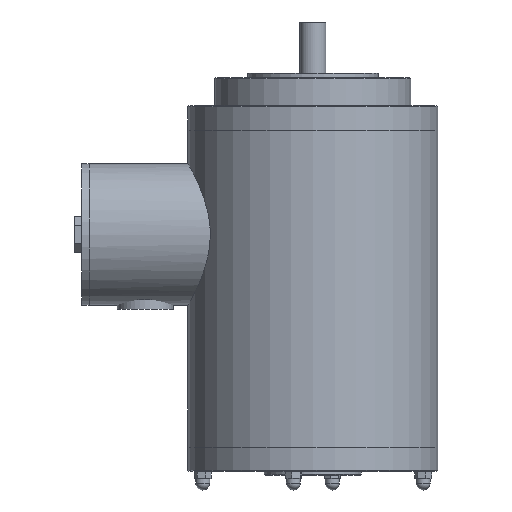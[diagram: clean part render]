
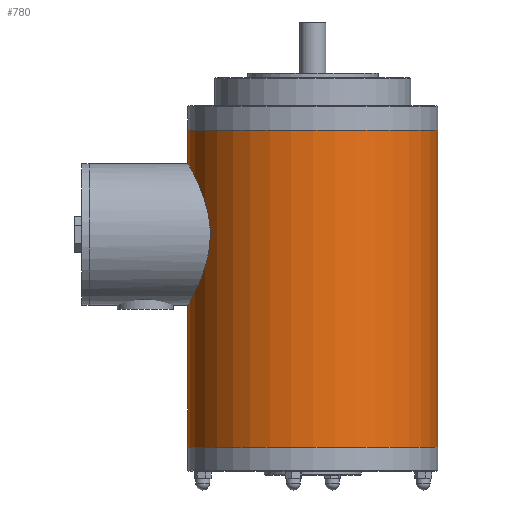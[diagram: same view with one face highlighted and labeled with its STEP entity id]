
A CAD part, front view. The second image highlights one B-rep face of the part: STEP entity #780.
In plain terms, the highlighted cylindrical face has radius 67 mm (diameter 134 mm), a full revolution.
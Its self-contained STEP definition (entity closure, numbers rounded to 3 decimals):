
#780=ADVANCED_FACE('', (#790,#800), #810, .T.);
#9980=AXIS2_PLACEMENT_3D('Ax2Pl3d', #9990, #10000, #10010);
#10300=AXIS2_PLACEMENT_3D('Ax2Pl3d', #10310, #10320, #10330);
#10340=AXIS2_PLACEMENT_3D('Ax2Pl3d', #10350, #10360, #10370);
#9990=CARTESIAN_POINT('HicPkt', (0.203,-0.359,-6.));
#159800=CARTESIAN_POINT('', (0.203,66.641,-6.));
#10310=CARTESIAN_POINT('HicPkt', (0.203,-0.359,164.));
#159840=CARTESIAN_POINT('', (0.203,66.641,164.));
#10350=CARTESIAN_POINT('HicPkt', (0.203,-0.359,
164.));
#164190=CIRCLE('Circle', #9980, 67.);
#164230=CIRCLE('Circle', #10300, 67.);
#810=CYLINDRICAL_SURFACE('Zyl', #10340, 67.);
#10000=DIRECTION('Axis', (0.,0.,-1.));
#10010=DIRECTION('RefDirection', (-1.,-0.,0.));
#10320=DIRECTION('Axis', (0.,0.,-1.));
#10330=DIRECTION('RefDirection', (-1.,-0.,0.));
#10360=DIRECTION('Axis', (0.,0.,-1.));
#10370=DIRECTION('RefDirection', (-1.,-0.,0.));
#179900=EDGE_CURVE('', #179910, #179910, #164190, .T.);
#179980=EDGE_CURVE('', #179990, #179990, #164230, .T.);
#189000=EDGE_LOOP('Edge_loop', (#189010));
#189020=EDGE_LOOP('Edge_loop', (#189030));
#800=FACE_BOUND('', #189020, .T.);
#790=FACE_OUTER_BOUND('Face_outer_bound', #189000, .T.);
#189010=ORIENTED_EDGE('', *, *, #179900, .F.);
#189030=ORIENTED_EDGE('', *, *, #179980, .T.);
#179910=VERTEX_POINT('', #159800);
#179990=VERTEX_POINT('', #159840);
